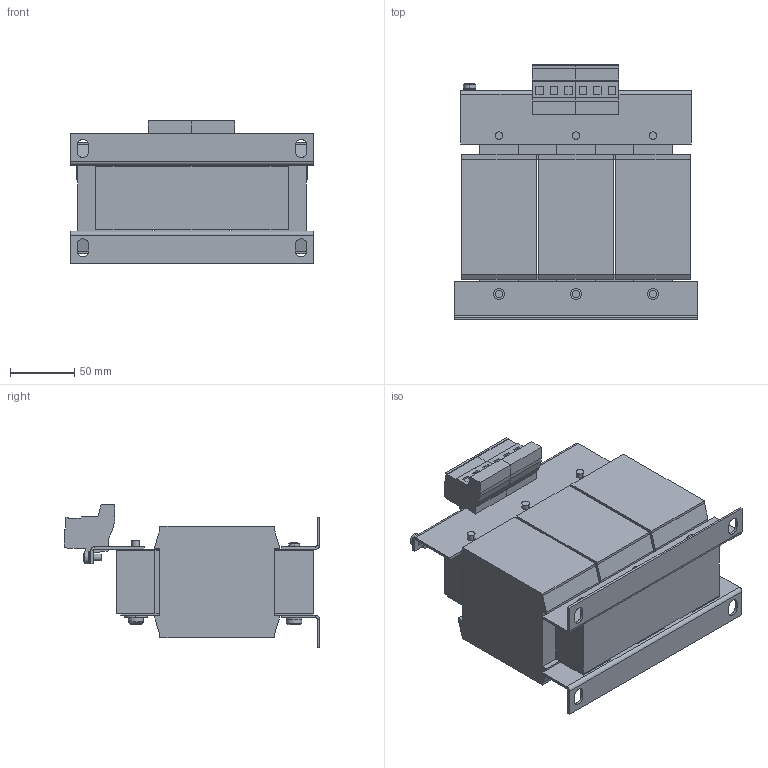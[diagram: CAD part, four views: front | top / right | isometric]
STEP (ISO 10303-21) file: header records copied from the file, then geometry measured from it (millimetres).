
FILE_DESCRIPTION (( 'STEP AP214' ), '1' );
FILE_NAME ('840579.STEP', '2025-07-24T13:23:44', ( '' ), ( '' ), 'SwSTEP 2.0', 'SolidWorks 2022', '' );
FILE_SCHEMA (( 'AUTOMOTIVE_DESIGN' ));
Length unit declared in the file: millimetre
Products named in the file (1): 840579
Bounding box: 190 x 199.1 x 111.05 mm (x, y, z)
Volume: 1987042.9 mm3; surface area: 210928 mm2
Topology: 1 solids, 5 shells, 511 faces, 1266 edges, 790 vertices
Faces by surface type: plane 367, cylinder 104, bspline 14, sphere 14, cone 12
Entity records: 15270 total; most frequent: CARTESIAN_POINT 3090, ORIENTED_EDGE 2508, DIRECTION 2470, EDGE_CURVE 1254, VECTOR 906, LINE 906, VERTEX_POINT 790, AXIS2_PLACEMENT_3D 782
